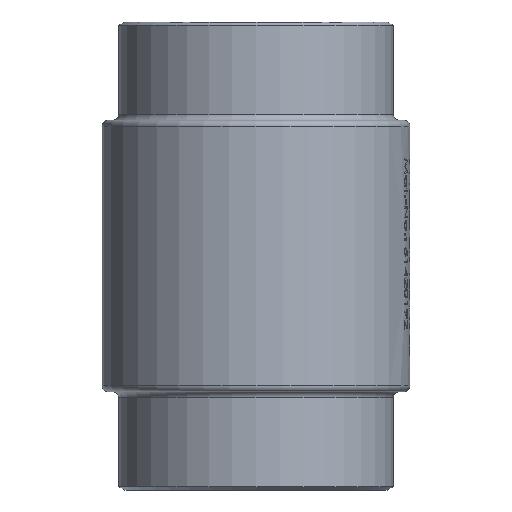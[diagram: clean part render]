
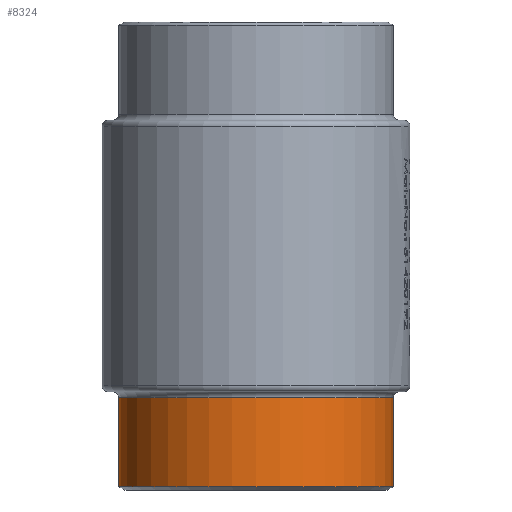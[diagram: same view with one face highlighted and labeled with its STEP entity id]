
A CAD part, front view. The second image highlights one B-rep face of the part: STEP entity #8324.
In plain terms, the highlighted cylindrical face has radius 69.85 mm (diameter 139.7 mm), a partial arc.
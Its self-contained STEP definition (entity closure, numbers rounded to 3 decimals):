
#682 = DIRECTION ( 'NONE',  ( 1., 0., 0. ) ) ;
#1815 = CYLINDRICAL_SURFACE ( 'NONE', #21625, 69.85 ) ;
#2509 = EDGE_LOOP ( 'NONE', ( #21703, #20479, #20412, #7935 ) ) ;
#2873 = DIRECTION ( 'NONE',  ( 0., 0., -1. ) ) ;
#3002 = CARTESIAN_POINT ( 'NONE',  ( 69.85, 0., -236.268 ) ) ;
#3752 = FACE_OUTER_BOUND ( 'NONE', #2509, .T. ) ;
#4132 = EDGE_CURVE ( 'NONE', #9627, #22907, #9088, .T. ) ;
#5342 = LINE ( 'NONE', #26517, #10426 ) ;
#6091 = CIRCLE ( 'NONE', #9529, 69.85 ) ;
#7546 = DIRECTION ( 'NONE',  ( 0., 0., -1. ) ) ;
#7935 = ORIENTED_EDGE ( 'NONE', *, *, #4132, .F. ) ;
#8324 = ADVANCED_FACE ( 'NONE', ( #3752 ), #1815, .T. ) ;
#9088 = LINE ( 'NONE', #19615, #17357 ) ;
#9529 = AXIS2_PLACEMENT_3D ( 'NONE', #18233, #26259, #14214 ) ;
#9627 = VERTEX_POINT ( 'NONE', #18531 ) ;
#10232 = DIRECTION ( 'NONE',  ( 1., 0., 0. ) ) ;
#10426 = VECTOR ( 'NONE', #7546, 1000. ) ;
#10892 = VERTEX_POINT ( 'NONE', #24218 ) ;
#11179 = CARTESIAN_POINT ( 'NONE',  ( 0., 0., -236.268 ) ) ;
#12857 = VERTEX_POINT ( 'NONE', #24275 ) ;
#13418 = EDGE_CURVE ( 'NONE', #10892, #12857, #5342, .T. ) ;
#14214 = DIRECTION ( 'NONE',  ( 1., 0., 0. ) ) ;
#17357 = VECTOR ( 'NONE', #2873, 1000. ) ;
#17540 = CIRCLE ( 'NONE', #18431, 69.85 ) ;
#18233 = CARTESIAN_POINT ( 'NONE',  ( 0., 0., -191. ) ) ;
#18412 = DIRECTION ( 'NONE',  ( 0., 0., -1. ) ) ;
#18431 = AXIS2_PLACEMENT_3D ( 'NONE', #11179, #19630, #682 ) ;
#18531 = CARTESIAN_POINT ( 'NONE',  ( 69.85, 0., -191. ) ) ;
#19615 = CARTESIAN_POINT ( 'NONE',  ( 69.85, 0., -238. ) ) ;
#19630 = DIRECTION ( 'NONE',  ( 0., 0., 1. ) ) ;
#20412 = ORIENTED_EDGE ( 'NONE', *, *, #21638, .T. ) ;
#20474 = CARTESIAN_POINT ( 'NONE',  ( 0., 0., -238. ) ) ;
#20479 = ORIENTED_EDGE ( 'NONE', *, *, #13418, .T. ) ;
#21625 = AXIS2_PLACEMENT_3D ( 'NONE', #20474, #18412, #10232 ) ;
#21638 = EDGE_CURVE ( 'NONE', #12857, #22907, #17540, .T. ) ;
#21703 = ORIENTED_EDGE ( 'NONE', *, *, #26886, .T. ) ;
#22907 = VERTEX_POINT ( 'NONE', #3002 ) ;
#24218 = CARTESIAN_POINT ( 'NONE',  ( -69.85, 0., -191. ) ) ;
#24275 = CARTESIAN_POINT ( 'NONE',  ( -69.85, 0., -236.268 ) ) ;
#26259 = DIRECTION ( 'NONE',  ( 0., 0., -1. ) ) ;
#26517 = CARTESIAN_POINT ( 'NONE',  ( -69.85, 0., -238. ) ) ;
#26886 = EDGE_CURVE ( 'NONE', #9627, #10892, #6091, .T. ) ;
